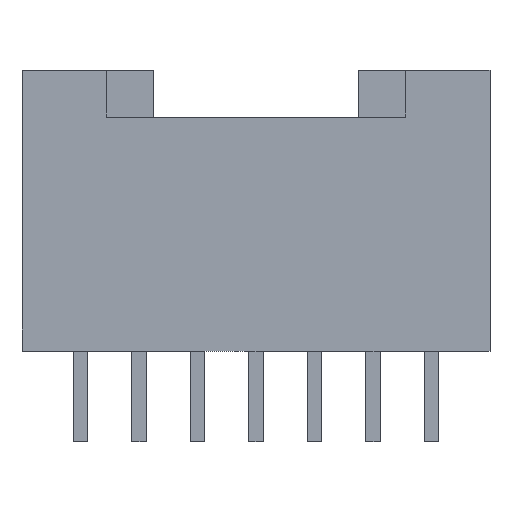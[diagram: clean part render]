
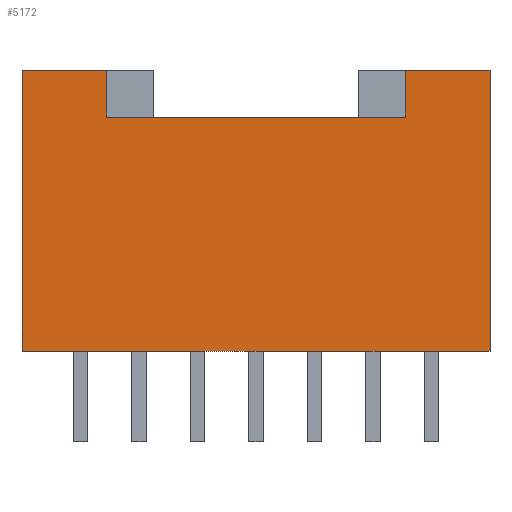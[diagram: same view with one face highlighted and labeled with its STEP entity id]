
A CAD part, front view. The second image highlights one B-rep face of the part: STEP entity #5172.
In plain terms, the highlighted planar face has unit normal (0, -1, 0).
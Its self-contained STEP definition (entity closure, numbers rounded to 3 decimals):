
#100 = PLANE('',#101);
#101 = AXIS2_PLACEMENT_3D('',#102,#103,#104);
#102 = CARTESIAN_POINT('',(0.9,-3.65,8.));
#103 = DIRECTION('',(0.,0.,-1.));
#104 = DIRECTION('',(0.,-1.,0.));
#187 = PLANE('',#188);
#188 = AXIS2_PLACEMENT_3D('',#189,#190,#191);
#189 = CARTESIAN_POINT('',(11.1,-3.65,9.6));
#190 = DIRECTION('',(1.,0.,0.));
#191 = DIRECTION('',(0.,1.,0.));
#215 = PLANE('',#216);
#216 = AXIS2_PLACEMENT_3D('',#217,#218,#219);
#217 = CARTESIAN_POINT('',(-2.,3.9,9.6));
#218 = DIRECTION('',(0.,0.,-1.));
#219 = DIRECTION('',(0.,-1.,0.));
#443 = PLANE('',#444);
#444 = AXIS2_PLACEMENT_3D('',#445,#446,#447);
#445 = CARTESIAN_POINT('',(-2.,1.35,0.));
#446 = DIRECTION('',(0.,0.,1.));
#447 = DIRECTION('',(0.,1.,0.));
#1124 = VERTEX_POINT('',#1125);
#1125 = CARTESIAN_POINT('',(14.,-4.4,0.));
#1139 = PLANE('',#1140);
#1140 = AXIS2_PLACEMENT_3D('',#1141,#1142,#1143);
#1141 = CARTESIAN_POINT('',(14.,3.9,9.6));
#1142 = DIRECTION('',(-1.,0.,0.));
#1143 = DIRECTION('',(0.,-1.,0.));
#1151 = EDGE_CURVE('',#1152,#1124,#1154,.T.);
#1152 = VERTEX_POINT('',#1153);
#1153 = CARTESIAN_POINT('',(-2.,-4.4,0.));
#1154 = SURFACE_CURVE('',#1155,(#1159,#1166),.PCURVE_S1.);
#1155 = LINE('',#1156,#1157);
#1156 = CARTESIAN_POINT('',(-2.,-4.4,0.));
#1157 = VECTOR('',#1158,1.);
#1158 = DIRECTION('',(1.,0.,0.));
#1159 = PCURVE('',#443,#1160);
#1160 = DEFINITIONAL_REPRESENTATION('',(#1161),#1165);
#1161 = LINE('',#1162,#1163);
#1162 = CARTESIAN_POINT('',(-5.75,0.));
#1163 = VECTOR('',#1164,1.);
#1164 = DIRECTION('',(0.,-1.));
#1165 = ( GEOMETRIC_REPRESENTATION_CONTEXT(2) 
PARAMETRIC_REPRESENTATION_CONTEXT() REPRESENTATION_CONTEXT('2D SPACE',''
  ) );
#1166 = PCURVE('',#1167,#1172);
#1167 = PLANE('',#1168);
#1168 = AXIS2_PLACEMENT_3D('',#1169,#1170,#1171);
#1169 = CARTESIAN_POINT('',(-2.,-4.4,9.6));
#1170 = DIRECTION('',(0.,1.,0.));
#1171 = DIRECTION('',(-1.,0.,0.));
#1172 = DEFINITIONAL_REPRESENTATION('',(#1173),#1177);
#1173 = LINE('',#1174,#1175);
#1174 = CARTESIAN_POINT('',(0.,-9.6));
#1175 = VECTOR('',#1176,1.);
#1176 = DIRECTION('',(-1.,0.));
#1177 = ( GEOMETRIC_REPRESENTATION_CONTEXT(2) 
PARAMETRIC_REPRESENTATION_CONTEXT() REPRESENTATION_CONTEXT('2D SPACE',''
  ) );
#1195 = PLANE('',#1196);
#1196 = AXIS2_PLACEMENT_3D('',#1197,#1198,#1199);
#1197 = CARTESIAN_POINT('',(-2.,3.9,9.6));
#1198 = DIRECTION('',(-1.,0.,0.));
#1199 = DIRECTION('',(0.,-1.,0.));
#2906 = PLANE('',#2907);
#2907 = AXIS2_PLACEMENT_3D('',#2908,#2909,#2910);
#2908 = CARTESIAN_POINT('',(0.9,-3.65,9.6));
#2909 = DIRECTION('',(-1.,0.,0.));
#2910 = DIRECTION('',(0.,-1.,0.));
#4113 = PLANE('',#4114);
#4114 = AXIS2_PLACEMENT_3D('',#4115,#4116,#4117);
#4115 = CARTESIAN_POINT('',(-2.,3.9,9.6));
#4116 = DIRECTION('',(0.,0.,-1.));
#4117 = DIRECTION('',(0.,-1.,0.));
#4184 = VERTEX_POINT('',#4185);
#4185 = CARTESIAN_POINT('',(-2.,-4.4,9.6));
#4206 = EDGE_CURVE('',#4184,#4207,#4209,.T.);
#4207 = VERTEX_POINT('',#4208);
#4208 = CARTESIAN_POINT('',(0.9,-4.4,9.6));
#4209 = SURFACE_CURVE('',#4210,(#4214,#4221),.PCURVE_S1.);
#4210 = LINE('',#4211,#4212);
#4211 = CARTESIAN_POINT('',(-2.,-4.4,9.6));
#4212 = VECTOR('',#4213,1.);
#4213 = DIRECTION('',(1.,0.,0.));
#4214 = PCURVE('',#4113,#4215);
#4215 = DEFINITIONAL_REPRESENTATION('',(#4216),#4220);
#4216 = LINE('',#4217,#4218);
#4217 = CARTESIAN_POINT('',(8.3,0.));
#4218 = VECTOR('',#4219,1.);
#4219 = DIRECTION('',(0.,-1.));
#4220 = ( GEOMETRIC_REPRESENTATION_CONTEXT(2) 
PARAMETRIC_REPRESENTATION_CONTEXT() REPRESENTATION_CONTEXT('2D SPACE',''
  ) );
#4221 = PCURVE('',#1167,#4222);
#4222 = DEFINITIONAL_REPRESENTATION('',(#4223),#4227);
#4223 = LINE('',#4224,#4225);
#4224 = CARTESIAN_POINT('',(0.,0.));
#4225 = VECTOR('',#4226,1.);
#4226 = DIRECTION('',(-1.,0.));
#4227 = ( GEOMETRIC_REPRESENTATION_CONTEXT(2) 
PARAMETRIC_REPRESENTATION_CONTEXT() REPRESENTATION_CONTEXT('2D SPACE',''
  ) );
#5172 = ADVANCED_FACE('',(#5173),#1167,.F.);
#5173 = FACE_BOUND('',#5174,.T.);
#5174 = EDGE_LOOP('',(#5175,#5200,#5221,#5222,#5243,#5244,#5267,#5290));
#5175 = ORIENTED_EDGE('',*,*,#5176,.F.);
#5176 = EDGE_CURVE('',#5177,#5179,#5181,.T.);
#5177 = VERTEX_POINT('',#5178);
#5178 = CARTESIAN_POINT('',(0.9,-4.4,8.));
#5179 = VERTEX_POINT('',#5180);
#5180 = CARTESIAN_POINT('',(11.1,-4.4,8.));
#5181 = SURFACE_CURVE('',#5182,(#5186,#5193),.PCURVE_S1.);
#5182 = LINE('',#5183,#5184);
#5183 = CARTESIAN_POINT('',(0.9,-4.4,8.));
#5184 = VECTOR('',#5185,1.);
#5185 = DIRECTION('',(1.,0.,0.));
#5186 = PCURVE('',#1167,#5187);
#5187 = DEFINITIONAL_REPRESENTATION('',(#5188),#5192);
#5188 = LINE('',#5189,#5190);
#5189 = CARTESIAN_POINT('',(-2.9,-1.6));
#5190 = VECTOR('',#5191,1.);
#5191 = DIRECTION('',(-1.,0.));
#5192 = ( GEOMETRIC_REPRESENTATION_CONTEXT(2) 
PARAMETRIC_REPRESENTATION_CONTEXT() REPRESENTATION_CONTEXT('2D SPACE',''
  ) );
#5193 = PCURVE('',#100,#5194);
#5194 = DEFINITIONAL_REPRESENTATION('',(#5195),#5199);
#5195 = LINE('',#5196,#5197);
#5196 = CARTESIAN_POINT('',(0.75,0.));
#5197 = VECTOR('',#5198,1.);
#5198 = DIRECTION('',(0.,-1.));
#5199 = ( GEOMETRIC_REPRESENTATION_CONTEXT(2) 
PARAMETRIC_REPRESENTATION_CONTEXT() REPRESENTATION_CONTEXT('2D SPACE',''
  ) );
#5200 = ORIENTED_EDGE('',*,*,#5201,.F.);
#5201 = EDGE_CURVE('',#4207,#5177,#5202,.T.);
#5202 = SURFACE_CURVE('',#5203,(#5207,#5214),.PCURVE_S1.);
#5203 = LINE('',#5204,#5205);
#5204 = CARTESIAN_POINT('',(0.9,-4.4,9.6));
#5205 = VECTOR('',#5206,1.);
#5206 = DIRECTION('',(0.,0.,-1.));
#5207 = PCURVE('',#1167,#5208);
#5208 = DEFINITIONAL_REPRESENTATION('',(#5209),#5213);
#5209 = LINE('',#5210,#5211);
#5210 = CARTESIAN_POINT('',(-2.9,0.));
#5211 = VECTOR('',#5212,1.);
#5212 = DIRECTION('',(0.,-1.));
#5213 = ( GEOMETRIC_REPRESENTATION_CONTEXT(2) 
PARAMETRIC_REPRESENTATION_CONTEXT() REPRESENTATION_CONTEXT('2D SPACE',''
  ) );
#5214 = PCURVE('',#2906,#5215);
#5215 = DEFINITIONAL_REPRESENTATION('',(#5216),#5220);
#5216 = LINE('',#5217,#5218);
#5217 = CARTESIAN_POINT('',(0.75,0.));
#5218 = VECTOR('',#5219,1.);
#5219 = DIRECTION('',(0.,-1.));
#5220 = ( GEOMETRIC_REPRESENTATION_CONTEXT(2) 
PARAMETRIC_REPRESENTATION_CONTEXT() REPRESENTATION_CONTEXT('2D SPACE',''
  ) );
#5221 = ORIENTED_EDGE('',*,*,#4206,.F.);
#5222 = ORIENTED_EDGE('',*,*,#5223,.F.);
#5223 = EDGE_CURVE('',#1152,#4184,#5224,.T.);
#5224 = SURFACE_CURVE('',#5225,(#5229,#5236),.PCURVE_S1.);
#5225 = LINE('',#5226,#5227);
#5226 = CARTESIAN_POINT('',(-2.,-4.4,9.6));
#5227 = VECTOR('',#5228,1.);
#5228 = DIRECTION('',(0.,0.,1.));
#5229 = PCURVE('',#1167,#5230);
#5230 = DEFINITIONAL_REPRESENTATION('',(#5231),#5235);
#5231 = LINE('',#5232,#5233);
#5232 = CARTESIAN_POINT('',(0.,0.));
#5233 = VECTOR('',#5234,1.);
#5234 = DIRECTION('',(0.,1.));
#5235 = ( GEOMETRIC_REPRESENTATION_CONTEXT(2) 
PARAMETRIC_REPRESENTATION_CONTEXT() REPRESENTATION_CONTEXT('2D SPACE',''
  ) );
#5236 = PCURVE('',#1195,#5237);
#5237 = DEFINITIONAL_REPRESENTATION('',(#5238),#5242);
#5238 = LINE('',#5239,#5240);
#5239 = CARTESIAN_POINT('',(8.3,0.));
#5240 = VECTOR('',#5241,1.);
#5241 = DIRECTION('',(0.,1.));
#5242 = ( GEOMETRIC_REPRESENTATION_CONTEXT(2) 
PARAMETRIC_REPRESENTATION_CONTEXT() REPRESENTATION_CONTEXT('2D SPACE',''
  ) );
#5243 = ORIENTED_EDGE('',*,*,#1151,.T.);
#5244 = ORIENTED_EDGE('',*,*,#5245,.T.);
#5245 = EDGE_CURVE('',#1124,#5246,#5248,.T.);
#5246 = VERTEX_POINT('',#5247);
#5247 = CARTESIAN_POINT('',(14.,-4.4,9.6));
#5248 = SURFACE_CURVE('',#5249,(#5253,#5260),.PCURVE_S1.);
#5249 = LINE('',#5250,#5251);
#5250 = CARTESIAN_POINT('',(14.,-4.4,9.6));
#5251 = VECTOR('',#5252,1.);
#5252 = DIRECTION('',(0.,0.,1.));
#5253 = PCURVE('',#1167,#5254);
#5254 = DEFINITIONAL_REPRESENTATION('',(#5255),#5259);
#5255 = LINE('',#5256,#5257);
#5256 = CARTESIAN_POINT('',(-16.,0.));
#5257 = VECTOR('',#5258,1.);
#5258 = DIRECTION('',(0.,1.));
#5259 = ( GEOMETRIC_REPRESENTATION_CONTEXT(2) 
PARAMETRIC_REPRESENTATION_CONTEXT() REPRESENTATION_CONTEXT('2D SPACE',''
  ) );
#5260 = PCURVE('',#1139,#5261);
#5261 = DEFINITIONAL_REPRESENTATION('',(#5262),#5266);
#5262 = LINE('',#5263,#5264);
#5263 = CARTESIAN_POINT('',(8.3,0.));
#5264 = VECTOR('',#5265,1.);
#5265 = DIRECTION('',(0.,1.));
#5266 = ( GEOMETRIC_REPRESENTATION_CONTEXT(2) 
PARAMETRIC_REPRESENTATION_CONTEXT() REPRESENTATION_CONTEXT('2D SPACE',''
  ) );
#5267 = ORIENTED_EDGE('',*,*,#5268,.F.);
#5268 = EDGE_CURVE('',#5269,#5246,#5271,.T.);
#5269 = VERTEX_POINT('',#5270);
#5270 = CARTESIAN_POINT('',(11.1,-4.4,9.6));
#5271 = SURFACE_CURVE('',#5272,(#5276,#5283),.PCURVE_S1.);
#5272 = LINE('',#5273,#5274);
#5273 = CARTESIAN_POINT('',(-2.,-4.4,9.6));
#5274 = VECTOR('',#5275,1.);
#5275 = DIRECTION('',(1.,0.,0.));
#5276 = PCURVE('',#1167,#5277);
#5277 = DEFINITIONAL_REPRESENTATION('',(#5278),#5282);
#5278 = LINE('',#5279,#5280);
#5279 = CARTESIAN_POINT('',(0.,0.));
#5280 = VECTOR('',#5281,1.);
#5281 = DIRECTION('',(-1.,0.));
#5282 = ( GEOMETRIC_REPRESENTATION_CONTEXT(2) 
PARAMETRIC_REPRESENTATION_CONTEXT() REPRESENTATION_CONTEXT('2D SPACE',''
  ) );
#5283 = PCURVE('',#215,#5284);
#5284 = DEFINITIONAL_REPRESENTATION('',(#5285),#5289);
#5285 = LINE('',#5286,#5287);
#5286 = CARTESIAN_POINT('',(8.3,0.));
#5287 = VECTOR('',#5288,1.);
#5288 = DIRECTION('',(0.,-1.));
#5289 = ( GEOMETRIC_REPRESENTATION_CONTEXT(2) 
PARAMETRIC_REPRESENTATION_CONTEXT() REPRESENTATION_CONTEXT('2D SPACE',''
  ) );
#5290 = ORIENTED_EDGE('',*,*,#5291,.F.);
#5291 = EDGE_CURVE('',#5179,#5269,#5292,.T.);
#5292 = SURFACE_CURVE('',#5293,(#5297,#5304),.PCURVE_S1.);
#5293 = LINE('',#5294,#5295);
#5294 = CARTESIAN_POINT('',(11.1,-4.4,9.6));
#5295 = VECTOR('',#5296,1.);
#5296 = DIRECTION('',(0.,0.,1.));
#5297 = PCURVE('',#1167,#5298);
#5298 = DEFINITIONAL_REPRESENTATION('',(#5299),#5303);
#5299 = LINE('',#5300,#5301);
#5300 = CARTESIAN_POINT('',(-13.1,0.));
#5301 = VECTOR('',#5302,1.);
#5302 = DIRECTION('',(0.,1.));
#5303 = ( GEOMETRIC_REPRESENTATION_CONTEXT(2) 
PARAMETRIC_REPRESENTATION_CONTEXT() REPRESENTATION_CONTEXT('2D SPACE',''
  ) );
#5304 = PCURVE('',#187,#5305);
#5305 = DEFINITIONAL_REPRESENTATION('',(#5306),#5310);
#5306 = LINE('',#5307,#5308);
#5307 = CARTESIAN_POINT('',(-0.75,0.));
#5308 = VECTOR('',#5309,1.);
#5309 = DIRECTION('',(0.,1.));
#5310 = ( GEOMETRIC_REPRESENTATION_CONTEXT(2) 
PARAMETRIC_REPRESENTATION_CONTEXT() REPRESENTATION_CONTEXT('2D SPACE',''
  ) );
